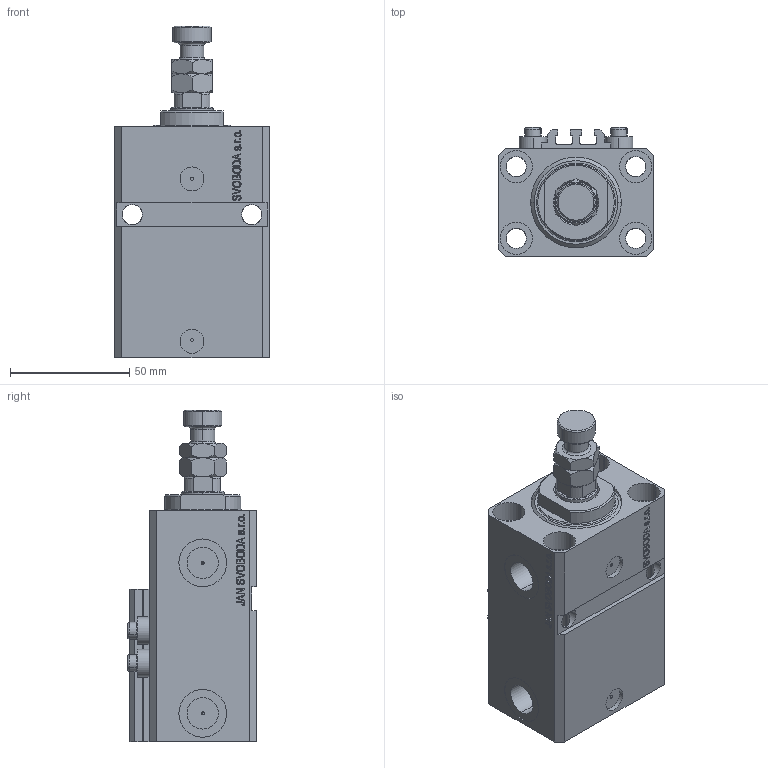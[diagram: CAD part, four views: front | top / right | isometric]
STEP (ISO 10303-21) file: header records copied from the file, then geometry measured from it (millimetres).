
FILE_DESCRIPTION (( 'STEP AP203' ), '1' );
FILE_NAME ('26c0.STEP', '2024-01-25T11:41:19', ( '' ), ( '' ), 'SwSTEP 2.0', 'SolidWorks 2019', '' );
FILE_SCHEMA (( 'CONFIG_CONTROL_DESIGN' ));
Length unit declared in the file: millimetre
Products named in the file (6): MFA 1d9c079c8714e8fd3548e282fa3bc4de; ALLEN BOLT V250CE 1d9c079c8714e8fd3548e282fa3bc4de; V250CE_E_Body 1d9c079c8714e8fd3548e282fa3bc4de; V250CE_C_VCP 1d9c079c8714e8fd3548e282fa3bc4de; 26c0; V250CE_VC_E 1d9c079c8714e8fd3548e282fa3bc4de
Assembly tree (8 placements, depth 2):
  26c0
    V250CE_E_Body 1d9c079c8714e8fd3548e282fa3bc4de
    ALLEN BOLT V250CE 1d9c079c8714e8fd3548e282fa3bc4de  x4
    V250CE_C_VCP 1d9c079c8714e8fd3548e282fa3bc4de
    V250CE_VC_E 1d9c079c8714e8fd3548e282fa3bc4de
    MFA 1d9c079c8714e8fd3548e282fa3bc4de
Bounding box: 65 x 54 x 139 mm (x, y, z)
Volume: 256596.7 mm3; surface area: 72363.4 mm2
Topology: 9 solids, 9 shells, 1119 faces, 2775 edges, 1790 vertices
Faces by surface type: plane 527, bspline 360, cylinder 130, cone 84, torus 18
Entity records: 48826 total; most frequent: CARTESIAN_POINT 25559, ORIENTED_EDGE 5240, DIRECTION 3454, EDGE_CURVE 2620, VERTEX_POINT 1706, VECTOR 1540, LINE 1540, EDGE_LOOP 1180
